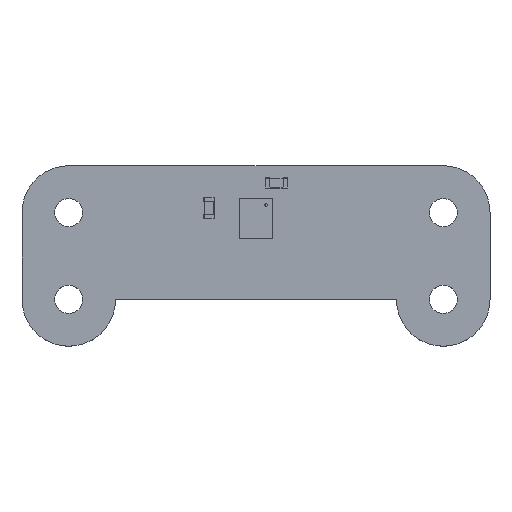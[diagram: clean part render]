
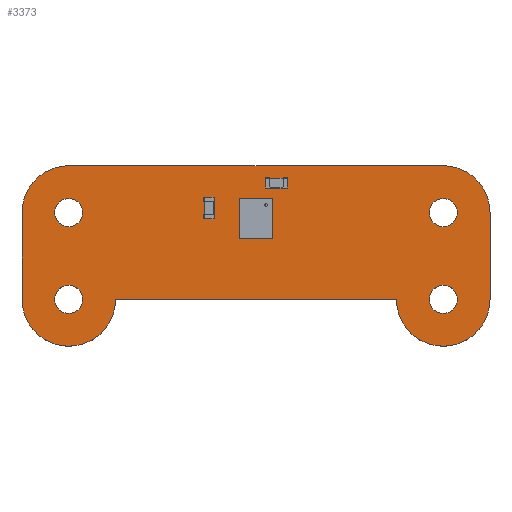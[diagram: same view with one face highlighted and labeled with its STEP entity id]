
A CAD part, top view. The second image highlights one B-rep face of the part: STEP entity #3373.
In plain terms, the highlighted planar face has unit normal (0, 0, 1).
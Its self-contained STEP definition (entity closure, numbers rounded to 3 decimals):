
#3180 = VERTEX_POINT('',#3181);
#3181 = CARTESIAN_POINT('',(128.5,-40.,1.6));
#3187 = EDGE_CURVE('',#3180,#3188,#3190,.T.);
#3188 = VERTEX_POINT('',#3189);
#3189 = CARTESIAN_POINT('',(132.,-43.5,1.6));
#3190 = CIRCLE('',#3191,3.5);
#3191 = AXIS2_PLACEMENT_3D('',#3192,#3193,#3194);
#3192 = CARTESIAN_POINT('',(128.5,-43.5,1.6));
#3193 = DIRECTION('',(0.,0.,-1.));
#3194 = DIRECTION('',(0.,1.,0.));
#3222 = VERTEX_POINT('',#3223);
#3223 = CARTESIAN_POINT('',(100.5,-40.,1.6));
#3229 = EDGE_CURVE('',#3222,#3180,#3230,.T.);
#3230 = LINE('',#3231,#3232);
#3231 = CARTESIAN_POINT('',(100.5,-40.,1.6));
#3232 = VECTOR('',#3233,1.);
#3233 = DIRECTION('',(1.,0.,0.));
#3251 = EDGE_CURVE('',#3188,#3252,#3254,.T.);
#3252 = VERTEX_POINT('',#3253);
#3253 = CARTESIAN_POINT('',(132.,-50.,1.6));
#3254 = LINE('',#3255,#3256);
#3255 = CARTESIAN_POINT('',(132.,-43.5,1.6));
#3256 = VECTOR('',#3257,1.);
#3257 = DIRECTION('',(0.,-1.,0.));
#3373 = ADVANCED_FACE('',(#3374,#3420,#3431,#3442,#3453),#3464,.T.);
#3374 = FACE_BOUND('',#3375,.T.);
#3375 = EDGE_LOOP('',(#3376,#3377,#3378,#3387,#3395,#3404,#3412,#3419));
#3376 = ORIENTED_EDGE('',*,*,#3187,.F.);
#3377 = ORIENTED_EDGE('',*,*,#3229,.F.);
#3378 = ORIENTED_EDGE('',*,*,#3379,.F.);
#3379 = EDGE_CURVE('',#3380,#3222,#3382,.T.);
#3380 = VERTEX_POINT('',#3381);
#3381 = CARTESIAN_POINT('',(97.,-43.5,1.6));
#3382 = CIRCLE('',#3383,3.5);
#3383 = AXIS2_PLACEMENT_3D('',#3384,#3385,#3386);
#3384 = CARTESIAN_POINT('',(100.5,-43.5,1.6));
#3385 = DIRECTION('',(0.,0.,-1.));
#3386 = DIRECTION('',(-1.,0.,-0.));
#3387 = ORIENTED_EDGE('',*,*,#3388,.F.);
#3388 = EDGE_CURVE('',#3389,#3380,#3391,.T.);
#3389 = VERTEX_POINT('',#3390);
#3390 = CARTESIAN_POINT('',(97.,-50.,1.6));
#3391 = LINE('',#3392,#3393);
#3392 = CARTESIAN_POINT('',(97.,-50.,1.6));
#3393 = VECTOR('',#3394,1.);
#3394 = DIRECTION('',(0.,1.,0.));
#3395 = ORIENTED_EDGE('',*,*,#3396,.F.);
#3396 = EDGE_CURVE('',#3397,#3389,#3399,.T.);
#3397 = VERTEX_POINT('',#3398);
#3398 = CARTESIAN_POINT('',(104.,-50.,1.6));
#3399 = CIRCLE('',#3400,3.5);
#3400 = AXIS2_PLACEMENT_3D('',#3401,#3402,#3403);
#3401 = CARTESIAN_POINT('',(100.5,-50.,1.6));
#3402 = DIRECTION('',(0.,0.,-1.));
#3403 = DIRECTION('',(1.,0.,0.));
#3404 = ORIENTED_EDGE('',*,*,#3405,.F.);
#3405 = EDGE_CURVE('',#3406,#3397,#3408,.T.);
#3406 = VERTEX_POINT('',#3407);
#3407 = CARTESIAN_POINT('',(125.,-50.,1.6));
#3408 = LINE('',#3409,#3410);
#3409 = CARTESIAN_POINT('',(125.,-50.,1.6));
#3410 = VECTOR('',#3411,1.);
#3411 = DIRECTION('',(-1.,0.,0.));
#3412 = ORIENTED_EDGE('',*,*,#3413,.F.);
#3413 = EDGE_CURVE('',#3252,#3406,#3414,.T.);
#3414 = CIRCLE('',#3415,3.5);
#3415 = AXIS2_PLACEMENT_3D('',#3416,#3417,#3418);
#3416 = CARTESIAN_POINT('',(128.5,-50.,1.6));
#3417 = DIRECTION('',(0.,0.,-1.));
#3418 = DIRECTION('',(1.,0.,0.));
#3419 = ORIENTED_EDGE('',*,*,#3251,.F.);
#3420 = FACE_BOUND('',#3421,.T.);
#3421 = EDGE_LOOP('',(#3422));
#3422 = ORIENTED_EDGE('',*,*,#3423,.T.);
#3423 = EDGE_CURVE('',#3424,#3424,#3426,.T.);
#3424 = VERTEX_POINT('',#3425);
#3425 = CARTESIAN_POINT('',(100.5,-51.05,1.6));
#3426 = CIRCLE('',#3427,1.05);
#3427 = AXIS2_PLACEMENT_3D('',#3428,#3429,#3430);
#3428 = CARTESIAN_POINT('',(100.5,-50.,1.6));
#3429 = DIRECTION('',(-0.,0.,-1.));
#3430 = DIRECTION('',(-0.,-1.,0.));
#3431 = FACE_BOUND('',#3432,.T.);
#3432 = EDGE_LOOP('',(#3433));
#3433 = ORIENTED_EDGE('',*,*,#3434,.T.);
#3434 = EDGE_CURVE('',#3435,#3435,#3437,.T.);
#3435 = VERTEX_POINT('',#3436);
#3436 = CARTESIAN_POINT('',(128.5,-51.05,1.6));
#3437 = CIRCLE('',#3438,1.05);
#3438 = AXIS2_PLACEMENT_3D('',#3439,#3440,#3441);
#3439 = CARTESIAN_POINT('',(128.5,-50.,1.6));
#3440 = DIRECTION('',(-0.,0.,-1.));
#3441 = DIRECTION('',(-0.,-1.,0.));
#3442 = FACE_BOUND('',#3443,.T.);
#3443 = EDGE_LOOP('',(#3444));
#3444 = ORIENTED_EDGE('',*,*,#3445,.T.);
#3445 = EDGE_CURVE('',#3446,#3446,#3448,.T.);
#3446 = VERTEX_POINT('',#3447);
#3447 = CARTESIAN_POINT('',(100.5,-44.55,1.6));
#3448 = CIRCLE('',#3449,1.05);
#3449 = AXIS2_PLACEMENT_3D('',#3450,#3451,#3452);
#3450 = CARTESIAN_POINT('',(100.5,-43.5,1.6));
#3451 = DIRECTION('',(-0.,0.,-1.));
#3452 = DIRECTION('',(-0.,-1.,0.));
#3453 = FACE_BOUND('',#3454,.T.);
#3454 = EDGE_LOOP('',(#3455));
#3455 = ORIENTED_EDGE('',*,*,#3456,.T.);
#3456 = EDGE_CURVE('',#3457,#3457,#3459,.T.);
#3457 = VERTEX_POINT('',#3458);
#3458 = CARTESIAN_POINT('',(128.5,-44.55,1.6));
#3459 = CIRCLE('',#3460,1.05);
#3460 = AXIS2_PLACEMENT_3D('',#3461,#3462,#3463);
#3461 = CARTESIAN_POINT('',(128.5,-43.5,1.6));
#3462 = DIRECTION('',(-0.,0.,-1.));
#3463 = DIRECTION('',(-0.,-1.,0.));
#3464 = PLANE('',#3465);
#3465 = AXIS2_PLACEMENT_3D('',#3466,#3467,#3468);
#3466 = CARTESIAN_POINT('',(0.,0.,1.6));
#3467 = DIRECTION('',(0.,0.,1.));
#3468 = DIRECTION('',(1.,0.,-0.));
